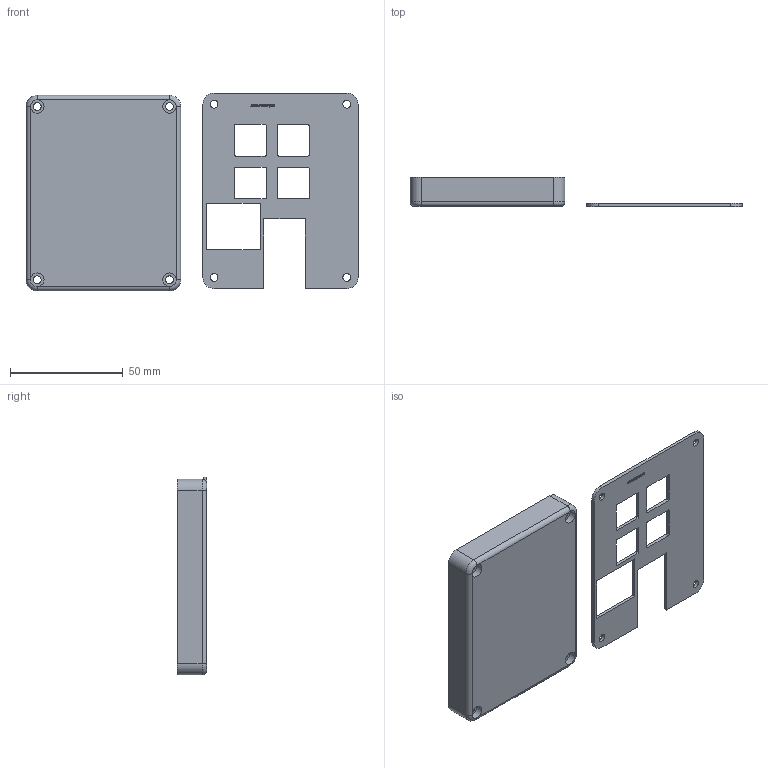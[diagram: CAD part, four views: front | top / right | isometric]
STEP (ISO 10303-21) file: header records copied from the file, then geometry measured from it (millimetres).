
FILE_DESCRIPTION(/* description */ (''),/* implementation_level */ '2;1');
FILE_NAME(/* name */ '9481d739-12a0-40fb-a95e-67701a5d04e0.stp',/* time_stamp */ '2025-11-26T03:17:53Z',/* author */ (''),/* organization */ (''),/* preprocessor_version */ 'ST-DEVELOPER v20.1',/* originating_system */ 'Autodesk Translation Framework v14.21.0.0',/* authorisation */ '');
FILE_SCHEMA (('AUTOMOTIVE_DESIGN { 1 0 10303 214 3 1 1 }'));
Length unit declared in the file: millimetre
Products named in the file (3): 2025-11-17-21-25-33-973; 2025-11-17-21-28-33-556; 2025-11-19-15-56-08-694
Assembly tree (2 placements, depth 2):
  2025-11-17-21-25-33-973
    2025-11-17-21-28-33-556
    2025-11-19-15-56-08-694
Bounding box: 147.26 x 13 x 87.8 mm (x, y, z)
Volume: 48484.4 mm3; surface area: 27513.7 mm2
Topology: 2 solids, 2 shells, 411 faces, 1146 edges, 758 vertices
Faces by surface type: bspline 233, plane 134, cylinder 40, torus 4
Full cylindrical faces by diameter (mm): 3.4 x8, 6 x4
Entity records: 15429 total; most frequent: CARTESIAN_POINT 6281, ORIENTED_EDGE 2292, EDGE_CURVE 1146, DIRECTION 1132, VERTEX_POINT 758, LINE 594, VECTOR 594, B_SPLINE_CURVE_WITH_KNOTS 466
